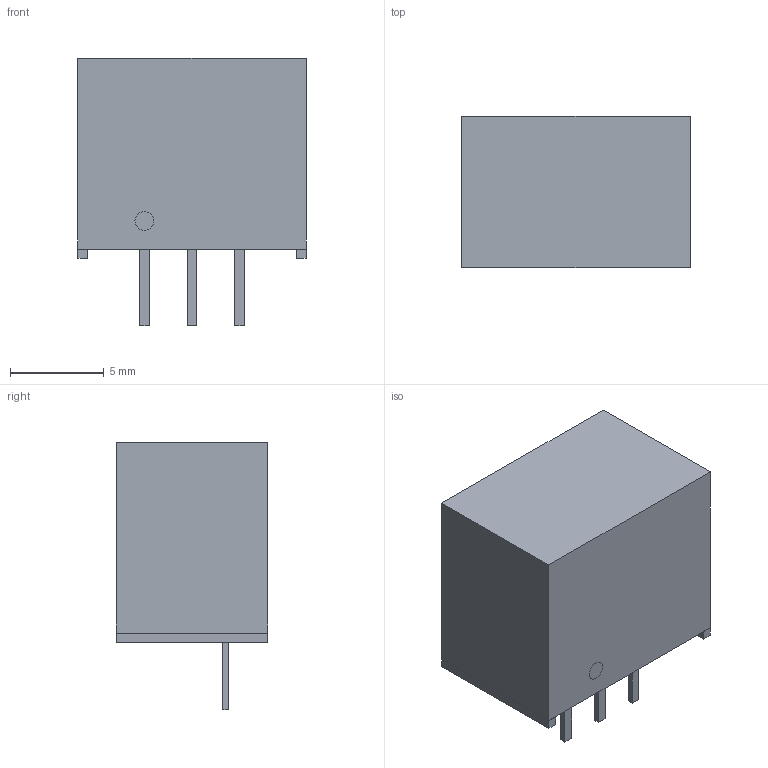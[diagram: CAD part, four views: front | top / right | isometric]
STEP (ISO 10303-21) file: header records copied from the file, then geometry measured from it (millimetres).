
FILE_DESCRIPTION((''),'2;1');
FILE_NAME('DCDC_TRACO_TSR1.stp','2014-07-18T14:22:06',(''),(''),'Mechanical Desktop 2011','Mechanical Desktop 2011',', , ');
FILE_SCHEMA(('AUTOMOTIVE_DESIGN { 1 2 10303 214 1 1 1 1 }'));
Length unit declared in the file: millimetre
Products named in the file (1): Product
Bounding box: 12.2 x 8.1 x 14.3 mm (x, y, z)
Volume: 1013.9 mm3; surface area: 667.9 mm2
Topology: 7 solids, 7 shells, 43 faces, 84 edges, 56 vertices
Faces by surface type: plane 27, bspline 12, cylinder 4
Entity records: 1139 total; most frequent: CARTESIAN_POINT 220, ORIENTED_EDGE 168, DIRECTION 156, EDGE_CURVE 84, VECTOR 76, LINE 76, VERTEX_POINT 56, EDGE_LOOP 44
